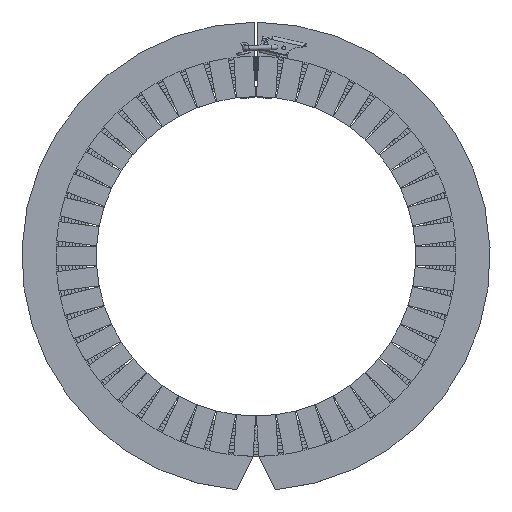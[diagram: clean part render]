
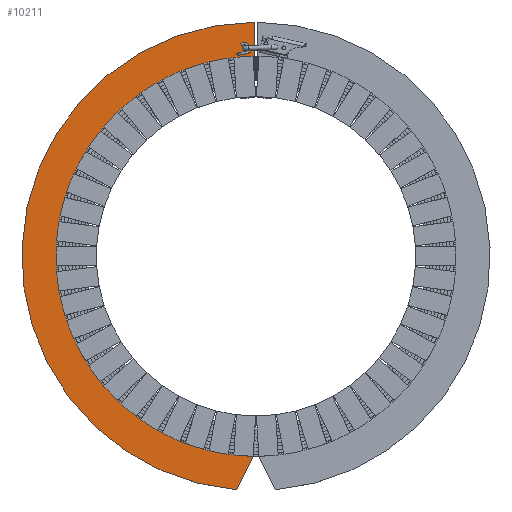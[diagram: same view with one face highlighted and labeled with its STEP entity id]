
A CAD part, top view. The second image highlights one B-rep face of the part: STEP entity #10211.
In plain terms, the highlighted planar face has unit normal (0, 0, 1).
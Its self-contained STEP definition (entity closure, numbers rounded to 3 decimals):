
#10075=CARTESIAN_POINT('',(-2.,-142.986,-26.95));
#10076=VERTEX_POINT('',#10075);
#10083=CARTESIAN_POINT('',(-13.933,-166.92,-26.95));
#10084=VERTEX_POINT('',#10083);
#10085=CARTESIAN_POINT('',(-13.933,-166.92,-26.95));
#10086=DIRECTION('',(0.446,0.895,0.0));
#10087=VECTOR('',#10086,26.743);
#10088=LINE('',#10085,#10087);
#10089=EDGE_CURVE('',#10084,#10076,#10088,.T.);
#10114=CARTESIAN_POINT('',(-1.,142.997,-26.95));
#10115=VERTEX_POINT('',#10114);
#10122=CARTESIAN_POINT('',(0.0,0.0,-26.95));
#10123=DIRECTION('',(0.0,0.0,-1.0));
#10124=DIRECTION('',(-0.014,-1.,0.0));
#10125=AXIS2_PLACEMENT_3D('',#10122,#10123,#10124);
#10126=CIRCLE('',#10125,143.0);
#10127=EDGE_CURVE('',#10076,#10115,#10126,.T.);
#10146=CARTESIAN_POINT('',(-1.,167.497,-26.95));
#10147=VERTEX_POINT('',#10146);
#10154=CARTESIAN_POINT('',(-1.,142.997,-26.95));
#10155=DIRECTION('',(0.0,1.0,0.0));
#10156=VECTOR('',#10155,24.501);
#10157=LINE('',#10154,#10156);
#10158=EDGE_CURVE('',#10115,#10147,#10157,.T.);
#10177=CARTESIAN_POINT('',(0.0,0.0,-26.95));
#10178=DIRECTION('',(0.0,0.0,1.0));
#10179=DIRECTION('',(0.083,0.997,0.0));
#10180=AXIS2_PLACEMENT_3D('',#10177,#10178,#10179);
#10181=CIRCLE('',#10180,167.5);
#10182=EDGE_CURVE('',#10147,#10084,#10181,.T.);
#10200=CARTESIAN_POINT('',(-87.283,1.741,-26.95));
#10201=DIRECTION('',(0.0,0.0,-1.0));
#10202=DIRECTION('',(-1.0,0.0,0.0));
#10203=AXIS2_PLACEMENT_3D('',#10200,#10201,#10202);
#10204=PLANE('',#10203);
#10205=ORIENTED_EDGE('',*,*,#10182,.T.);
#10206=ORIENTED_EDGE('',*,*,#10089,.T.);
#10207=ORIENTED_EDGE('',*,*,#10127,.T.);
#10208=ORIENTED_EDGE('',*,*,#10158,.T.);
#10209=EDGE_LOOP('',(#10205,#10206,#10207,#10208));
#10210=FACE_OUTER_BOUND('',#10209,.T.);
#10211=ADVANCED_FACE('',(#10210),#10204,.F.);
